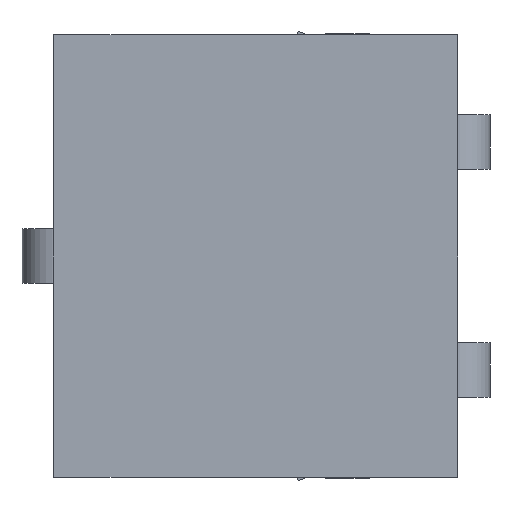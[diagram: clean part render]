
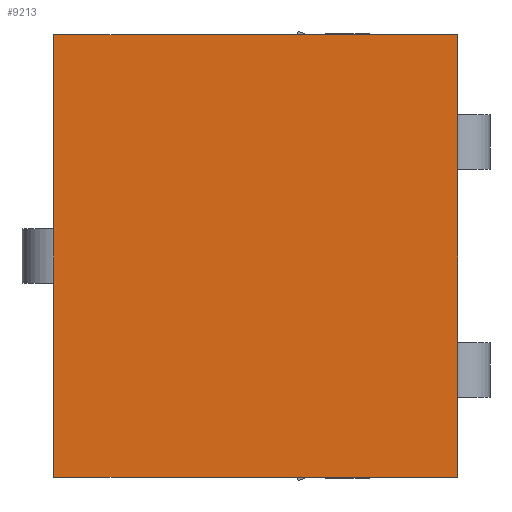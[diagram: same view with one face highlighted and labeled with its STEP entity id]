
A CAD part, front view. The second image highlights one B-rep face of the part: STEP entity #9213.
In plain terms, the highlighted planar face has unit normal (0, -1, 0).
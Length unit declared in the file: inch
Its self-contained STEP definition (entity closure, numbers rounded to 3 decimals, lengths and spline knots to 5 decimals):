
#1721=DIRECTION('',(0.,0.,1.));
#1722=VECTOR('',#1721,0.194);
#1723=CARTESIAN_POINT('',(0.104,-0.1055,0.));
#1724=LINE('',#1723,#1722);
#1749=DIRECTION('',(1.,0.,0.));
#1750=VECTOR('',#1749,0.17701);
#1751=CARTESIAN_POINT('',(-0.07301,-0.1055,0.));
#1752=LINE('',#1751,#1750);
#1781=DIRECTION('',(-1.,0.,0.));
#1782=VECTOR('',#1781,0.17701);
#1783=CARTESIAN_POINT('',(0.104,-0.1055,0.194));
#1784=LINE('',#1783,#1782);
#1833=DIRECTION('',(0.,0.,-1.));
#1834=VECTOR('',#1833,0.194);
#1835=CARTESIAN_POINT('',(-0.07301,-0.1055,0.194));
#1836=LINE('',#1835,#1834);
#6892=CARTESIAN_POINT('',(-0.07301,-0.1055,0.));
#6893=CARTESIAN_POINT('',(0.104,-0.1055,0.));
#6894=VERTEX_POINT('',#6892);
#6895=VERTEX_POINT('',#6893);
#6908=CARTESIAN_POINT('',(0.104,-0.1055,0.194));
#6909=CARTESIAN_POINT('',(-0.07301,-0.1055,0.194));
#6910=VERTEX_POINT('',#6908);
#6911=VERTEX_POINT('',#6909);
#9200=CARTESIAN_POINT('',(-0.03071,-0.1055,0.));
#9201=DIRECTION('',(0.,-1.,0.));
#9202=DIRECTION('',(1.,0.,0.));
#9203=AXIS2_PLACEMENT_3D('',#9200,#9201,#9202);
#9204=PLANE('',#9203);
#9206=ORIENTED_EDGE('',*,*,#9205,.F.);
#9207=ORIENTED_EDGE('',*,*,#9152,.F.);
#9208=ORIENTED_EDGE('',*,*,#9173,.F.);
#9210=ORIENTED_EDGE('',*,*,#9209,.F.);
#9211=EDGE_LOOP('',(#9206,#9207,#9208,#9210));
#9212=FACE_OUTER_BOUND('',#9211,.F.);
#9213=ADVANCED_FACE('',(#9212),#9204,.T.);
#9152=EDGE_CURVE('',#6895,#6910,#1724,.T.);
#9173=EDGE_CURVE('',#6894,#6895,#1752,.T.);
#9205=EDGE_CURVE('',#6910,#6911,#1784,.T.);
#9209=EDGE_CURVE('',#6911,#6894,#1836,.T.);
